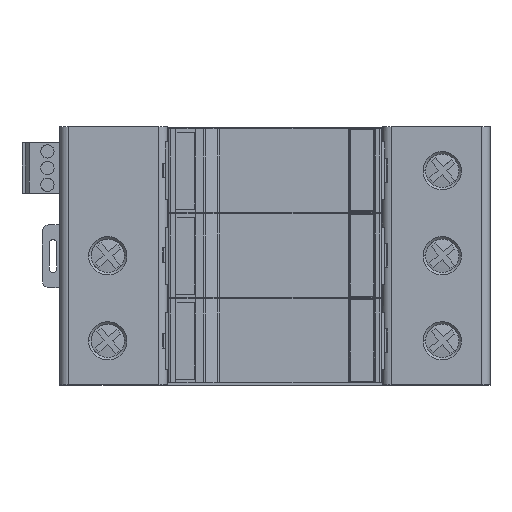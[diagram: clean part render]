
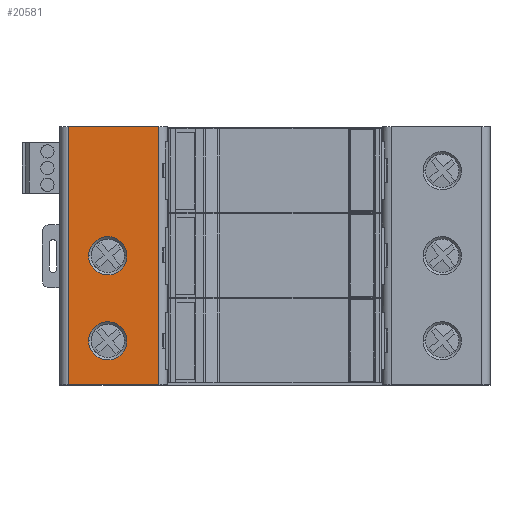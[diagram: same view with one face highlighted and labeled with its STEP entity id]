
A CAD part, top view. The second image highlights one B-rep face of the part: STEP entity #20581.
In plain terms, the highlighted planar face has unit normal (0, 0, 1).
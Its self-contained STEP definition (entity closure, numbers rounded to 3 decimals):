
#507 = DIRECTION ( 'NONE',  ( 0., 0., -1. ) ) ;
#636 = CARTESIAN_POINT ( 'NONE',  ( -202.657, 972.761, 58.763 ) ) ;
#675 = EDGE_LOOP ( 'NONE', ( #24843, #33051 ) ) ;
#775 = FACE_BOUND ( 'NONE', #7645, .T. ) ;
#1553 = CIRCLE ( 'NONE', #28375, 4. ) ;
#1559 = EDGE_CURVE ( 'NONE', #16030, #36546, #15459, .T. ) ;
#3241 = DIRECTION ( 'NONE',  ( 0., 1., 0. ) ) ;
#4311 = ORIENTED_EDGE ( 'NONE', *, *, #20905, .F. ) ;
#4433 = FACE_BOUND ( 'NONE', #675, .T. ) ;
#4676 = DIRECTION ( 'NONE',  ( 0., 0., -1. ) ) ;
#5109 = CARTESIAN_POINT ( 'NONE',  ( -206.657, 972.761, 58.763 ) ) ;
#5386 = EDGE_CURVE ( 'NONE', #16961, #42867, #47060, .T. ) ;
#6760 = EDGE_LOOP ( 'NONE', ( #4311, #13440, #30795, #9225 ) ) ;
#7645 = EDGE_LOOP ( 'NONE', ( #31959, #49967 ) ) ;
#8046 = EDGE_CURVE ( 'NONE', #13355, #51780, #1553, .T. ) ;
#9225 = ORIENTED_EDGE ( 'NONE', *, *, #11821, .F. ) ;
#11237 = VERTEX_POINT ( 'NONE', #38530 ) ;
#11558 = VECTOR ( 'NONE', #3241, 1000. ) ;
#11821 = EDGE_CURVE ( 'NONE', #42664, #16961, #34534, .T. ) ;
#12863 = PLANE ( 'NONE',  #48010 ) ;
#12900 = CARTESIAN_POINT ( 'NONE',  ( -195.957, 945.761, 58.763 ) ) ;
#13143 = CARTESIAN_POINT ( 'NONE',  ( -210.657, 954.961, 58.763 ) ) ;
#13355 = VERTEX_POINT ( 'NONE', #636 ) ;
#13440 = ORIENTED_EDGE ( 'NONE', *, *, #25660, .F. ) ;
#13765 = DIRECTION ( 'NONE',  ( 0., 1., 0. ) ) ;
#14631 = DIRECTION ( 'NONE',  ( 0., 1., 0. ) ) ;
#15356 = LINE ( 'NONE', #30836, #11558 ) ;
#15459 = CIRCLE ( 'NONE', #47410, 4. ) ;
#15474 = CIRCLE ( 'NONE', #44848, 4. ) ;
#16030 = VERTEX_POINT ( 'NONE', #13143 ) ;
#16542 = DIRECTION ( 'NONE',  ( 0., 1., 0. ) ) ;
#16961 = VERTEX_POINT ( 'NONE', #12900 ) ;
#17238 = CIRCLE ( 'NONE', #23933, 4. ) ;
#20581 = ADVANCED_FACE ( 'NONE', ( #775, #4433, #37021 ), #12863, .F. ) ;
#20905 = EDGE_CURVE ( 'NONE', #11237, #42664, #33762, .T. ) ;
#21987 = VECTOR ( 'NONE', #37432, 1000. ) ;
#23251 = CARTESIAN_POINT ( 'NONE',  ( -206.657, 954.961, 58.763 ) ) ;
#23819 = VECTOR ( 'NONE', #42159, 1000. ) ;
#23933 = AXIS2_PLACEMENT_3D ( 'NONE', #26682, #34841, #14631 ) ;
#24391 = DIRECTION ( 'NONE',  ( 0., 1., 0. ) ) ;
#24843 = ORIENTED_EDGE ( 'NONE', *, *, #35747, .T. ) ;
#25660 = EDGE_CURVE ( 'NONE', #42867, #11237, #15356, .T. ) ;
#26122 = DIRECTION ( 'NONE',  ( 0., 0., -1. ) ) ;
#26682 = CARTESIAN_POINT ( 'NONE',  ( -206.657, 954.961, 58.763 ) ) ;
#27500 = VECTOR ( 'NONE', #30671, 1000. ) ;
#28375 = AXIS2_PLACEMENT_3D ( 'NONE', #5109, #26122, #13765 ) ;
#30671 = DIRECTION ( 'NONE',  ( -1., 0., 0. ) ) ;
#30795 = ORIENTED_EDGE ( 'NONE', *, *, #5386, .F. ) ;
#30836 = CARTESIAN_POINT ( 'NONE',  ( -214.857, 1017.086, 58.763 ) ) ;
#31959 = ORIENTED_EDGE ( 'NONE', *, *, #8046, .T. ) ;
#33051 = ORIENTED_EDGE ( 'NONE', *, *, #1559, .T. ) ;
#33762 = LINE ( 'NONE', #38215, #21987 ) ;
#34534 = LINE ( 'NONE', #42698, #23819 ) ;
#34826 = DIRECTION ( 'NONE',  ( 0., 1., 0. ) ) ;
#34841 = DIRECTION ( 'NONE',  ( 0., 0., -1. ) ) ;
#35747 = EDGE_CURVE ( 'NONE', #36546, #16030, #17238, .T. ) ;
#36490 = CARTESIAN_POINT ( 'NONE',  ( -206.657, 972.761, 58.763 ) ) ;
#36511 = CARTESIAN_POINT ( 'NONE',  ( -211.227, 1017.086, 58.763 ) ) ;
#36546 = VERTEX_POINT ( 'NONE', #40256 ) ;
#37021 = FACE_OUTER_BOUND ( 'NONE', #6760, .T. ) ;
#37432 = DIRECTION ( 'NONE',  ( 1., 0., 0. ) ) ;
#38215 = CARTESIAN_POINT ( 'NONE',  ( -211.227, 999.761, 58.763 ) ) ;
#38530 = CARTESIAN_POINT ( 'NONE',  ( -214.857, 999.761, 58.763 ) ) ;
#39767 = DIRECTION ( 'NONE',  ( 0., 0., -1. ) ) ;
#40256 = CARTESIAN_POINT ( 'NONE',  ( -202.657, 954.961, 58.763 ) ) ;
#42159 = DIRECTION ( 'NONE',  ( 0., -1., 0. ) ) ;
#42664 = VERTEX_POINT ( 'NONE', #46416 ) ;
#42698 = CARTESIAN_POINT ( 'NONE',  ( -195.957, 1017.086, 58.763 ) ) ;
#42867 = VERTEX_POINT ( 'NONE', #43988 ) ;
#43988 = CARTESIAN_POINT ( 'NONE',  ( -214.857, 945.761, 58.763 ) ) ;
#44848 = AXIS2_PLACEMENT_3D ( 'NONE', #36490, #4676, #24391 ) ;
#46416 = CARTESIAN_POINT ( 'NONE',  ( -195.957, 999.761, 58.763 ) ) ;
#46470 = EDGE_CURVE ( 'NONE', #51780, #13355, #15474, .T. ) ;
#46526 = CARTESIAN_POINT ( 'NONE',  ( -140.087, 945.761, 58.763 ) ) ;
#47060 = LINE ( 'NONE', #46526, #27500 ) ;
#47410 = AXIS2_PLACEMENT_3D ( 'NONE', #23251, #39767, #34826 ) ;
#48010 = AXIS2_PLACEMENT_3D ( 'NONE', #36511, #507, #16542 ) ;
#48897 = CARTESIAN_POINT ( 'NONE',  ( -210.657, 972.761, 58.763 ) ) ;
#49967 = ORIENTED_EDGE ( 'NONE', *, *, #46470, .T. ) ;
#51780 = VERTEX_POINT ( 'NONE', #48897 ) ;
